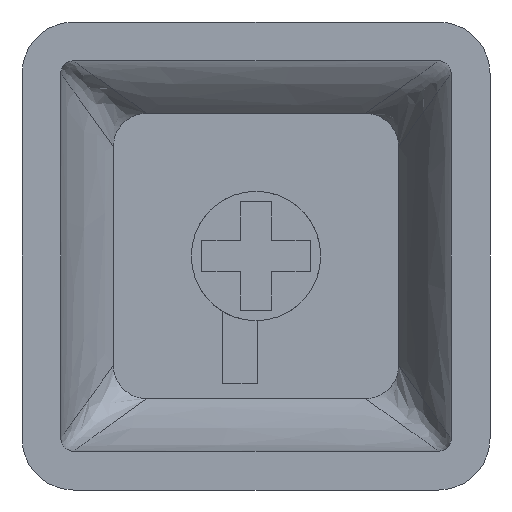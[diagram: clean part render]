
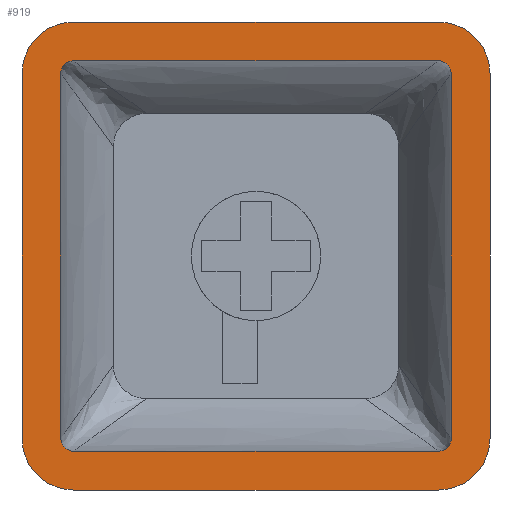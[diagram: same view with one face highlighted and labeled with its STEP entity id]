
A CAD part, front view. The second image highlights one B-rep face of the part: STEP entity #919.
In plain terms, the highlighted planar face has unit normal (0, -1, 0).
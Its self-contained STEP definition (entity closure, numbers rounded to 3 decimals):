
#18=CIRCLE('',#979,2.);
#19=CIRCLE('',#980,2.);
#20=CIRCLE('',#981,2.);
#21=CIRCLE('',#982,2.);
#47=FACE_BOUND('',#152,.T.);
#60=B_SPLINE_CURVE_WITH_KNOTS('',3,(#1410,#1411,#1412,#1413,#1414,#1415,
#1416,#1417,#1418,#1419),.UNSPECIFIED.,.F.,.F.,(4,1,1,1,1,1,1,4),(0.,
0.143,0.286,0.429,0.571,
0.714,0.857,1.),.UNSPECIFIED.);
#63=B_SPLINE_CURVE_WITH_KNOTS('',3,(#1459,#1460,#1461,#1462,#1463,#1464,
#1465),.UNSPECIFIED.,.F.,.F.,(4,1,1,1,4),(0.,0.286,0.571,
0.857,1.),.UNSPECIFIED.);
#65=B_SPLINE_CURVE_WITH_KNOTS('',3,(#1527,#1528,#1529,#1530,#1531,#1532,
#1533,#1534,#1535),.UNSPECIFIED.,.F.,.F.,(4,1,1,1,1,1,4),(0.,
0.214,0.429,0.571,0.714,
0.857,1.),.UNSPECIFIED.);
#67=B_SPLINE_CURVE_WITH_KNOTS('',3,(#1569,#1570,#1571,#1572,#1573,#1574,
#1575),.UNSPECIFIED.,.F.,.F.,(4,1,1,1,4),(0.,0.286,0.571,
0.857,1.),.UNSPECIFIED.);
#69=B_SPLINE_CURVE_WITH_KNOTS('',3,(#1643,#1644,#1645,#1646,#1647,#1648,
#1649,#1650,#1651,#1652),.UNSPECIFIED.,.F.,.F.,(4,1,1,1,1,1,1,4),(0.,
0.143,0.286,0.429,0.571,
0.714,0.857,1.),.UNSPECIFIED.);
#71=B_SPLINE_CURVE_WITH_KNOTS('',3,(#1686,#1687,#1688,#1689,#1690,#1691,
#1692),.UNSPECIFIED.,.F.,.F.,(4,1,1,1,4),(0.,0.286,0.571,
0.857,1.),.UNSPECIFIED.);
#73=B_SPLINE_CURVE_WITH_KNOTS('',3,(#1754,#1755,#1756,#1757,#1758,#1759,
#1760,#1761,#1762),.UNSPECIFIED.,.F.,.F.,(4,1,1,1,1,1,4),(0.,
0.214,0.429,0.571,0.714,
0.857,1.),.UNSPECIFIED.);
#74=B_SPLINE_CURVE_WITH_KNOTS('',3,(#1791,#1792,#1793,#1794,#1795,#1796,
#1797),.UNSPECIFIED.,.F.,.F.,(4,1,1,1,4),(0.,0.286,0.571,
0.857,1.),.UNSPECIFIED.);
#98=FACE_OUTER_BOUND('',#151,.T.);
#151=EDGE_LOOP('',(#669,#670,#671,#672,#673,#674,#675,#676));
#152=EDGE_LOOP('',(#677,#678,#679,#680,#681,#682,#683,#684));
#210=LINE('',#1803,#301);
#211=LINE('',#1807,#302);
#212=LINE('',#1811,#303);
#213=LINE('',#1814,#304);
#301=VECTOR('',#1057,10.);
#302=VECTOR('',#1060,10.);
#303=VECTOR('',#1063,10.);
#304=VECTOR('',#1066,10.);
#394=VERTEX_POINT('',#1402);
#395=VERTEX_POINT('',#1409);
#396=VERTEX_POINT('',#1454);
#397=VERTEX_POINT('',#1520);
#398=VERTEX_POINT('',#1564);
#399=VERTEX_POINT('',#1636);
#400=VERTEX_POINT('',#1681);
#401=VERTEX_POINT('',#1747);
#402=VERTEX_POINT('',#1799);
#403=VERTEX_POINT('',#1800);
#404=VERTEX_POINT('',#1802);
#405=VERTEX_POINT('',#1804);
#406=VERTEX_POINT('',#1806);
#407=VERTEX_POINT('',#1808);
#408=VERTEX_POINT('',#1810);
#409=VERTEX_POINT('',#1812);
#491=EDGE_CURVE('',#395,#394,#60,.T.);
#494=EDGE_CURVE('',#394,#396,#63,.T.);
#496=EDGE_CURVE('',#396,#397,#65,.T.);
#498=EDGE_CURVE('',#397,#398,#67,.T.);
#500=EDGE_CURVE('',#398,#399,#69,.T.);
#502=EDGE_CURVE('',#399,#400,#71,.T.);
#504=EDGE_CURVE('',#400,#401,#73,.T.);
#505=EDGE_CURVE('',#401,#395,#74,.T.);
#506=EDGE_CURVE('',#402,#403,#18,.T.);
#507=EDGE_CURVE('',#404,#402,#210,.T.);
#508=EDGE_CURVE('',#405,#404,#19,.T.);
#509=EDGE_CURVE('',#406,#405,#211,.T.);
#510=EDGE_CURVE('',#407,#406,#20,.T.);
#511=EDGE_CURVE('',#408,#407,#212,.T.);
#512=EDGE_CURVE('',#409,#408,#21,.T.);
#513=EDGE_CURVE('',#403,#409,#213,.T.);
#669=ORIENTED_EDGE('',*,*,#506,.F.);
#670=ORIENTED_EDGE('',*,*,#507,.F.);
#671=ORIENTED_EDGE('',*,*,#508,.F.);
#672=ORIENTED_EDGE('',*,*,#509,.F.);
#673=ORIENTED_EDGE('',*,*,#510,.F.);
#674=ORIENTED_EDGE('',*,*,#511,.F.);
#675=ORIENTED_EDGE('',*,*,#512,.F.);
#676=ORIENTED_EDGE('',*,*,#513,.F.);
#677=ORIENTED_EDGE('',*,*,#491,.T.);
#678=ORIENTED_EDGE('',*,*,#494,.T.);
#679=ORIENTED_EDGE('',*,*,#496,.T.);
#680=ORIENTED_EDGE('',*,*,#498,.T.);
#681=ORIENTED_EDGE('',*,*,#500,.T.);
#682=ORIENTED_EDGE('',*,*,#502,.T.);
#683=ORIENTED_EDGE('',*,*,#504,.T.);
#684=ORIENTED_EDGE('',*,*,#505,.T.);
#876=PLANE('',#978);
#919=ADVANCED_FACE('',(#98,#47),#876,.F.);
#978=AXIS2_PLACEMENT_3D('',#1798,#1053,#1054);
#979=AXIS2_PLACEMENT_3D('',#1801,#1055,#1056);
#980=AXIS2_PLACEMENT_3D('',#1805,#1058,#1059);
#981=AXIS2_PLACEMENT_3D('',#1809,#1061,#1062);
#982=AXIS2_PLACEMENT_3D('',#1813,#1064,#1065);
#1053=DIRECTION('center_axis',(0.,1.,0.));
#1054=DIRECTION('ref_axis',(0.,0.,1.));
#1055=DIRECTION('center_axis',(0.,1.,0.));
#1056=DIRECTION('ref_axis',(0.,0.,1.));
#1057=DIRECTION('',(1.,0.,0.));
#1058=DIRECTION('center_axis',(0.,1.,0.));
#1059=DIRECTION('ref_axis',(-1.,0.,0.));
#1060=DIRECTION('',(0.,0.,1.));
#1061=DIRECTION('center_axis',(0.,1.,0.));
#1062=DIRECTION('ref_axis',(0.,0.,-1.));
#1063=DIRECTION('',(-1.,0.,0.));
#1064=DIRECTION('center_axis',(0.,1.,0.));
#1065=DIRECTION('ref_axis',(1.,0.,0.));
#1066=DIRECTION('',(0.,0.,-1.));
#1402=CARTESIAN_POINT('',(16.6,0.,16.1));
#1409=CARTESIAN_POINT('',(16.1,0.,16.6));
#1410=CARTESIAN_POINT('Ctrl Pts',(16.1,0.,16.6));
#1411=CARTESIAN_POINT('Ctrl Pts',(16.137,0.,16.6));
#1412=CARTESIAN_POINT('Ctrl Pts',(16.212,0.,16.592));
#1413=CARTESIAN_POINT('Ctrl Pts',(16.319,0.,16.554));
#1414=CARTESIAN_POINT('Ctrl Pts',(16.414,0.,16.494));
#1415=CARTESIAN_POINT('Ctrl Pts',(16.494,0.,16.414));
#1416=CARTESIAN_POINT('Ctrl Pts',(16.554,0.,16.319));
#1417=CARTESIAN_POINT('Ctrl Pts',(16.592,0.,16.212));
#1418=CARTESIAN_POINT('Ctrl Pts',(16.6,0.,16.137));
#1419=CARTESIAN_POINT('Ctrl Pts',(16.6,0.,16.1));
#1454=CARTESIAN_POINT('',(16.6,0.,2.));
#1459=CARTESIAN_POINT('Ctrl Pts',(16.6,0.,16.1));
#1460=CARTESIAN_POINT('Ctrl Pts',(16.6,0.,15.801));
#1461=CARTESIAN_POINT('Ctrl Pts',(16.6,0.,13.413));
#1462=CARTESIAN_POINT('Ctrl Pts',(16.6,0.,7.532));
#1463=CARTESIAN_POINT('Ctrl Pts',(16.6,0.,3.269));
#1464=CARTESIAN_POINT('Ctrl Pts',(16.6,0.,2.15));
#1465=CARTESIAN_POINT('Ctrl Pts',(16.6,0.,2.));
#1520=CARTESIAN_POINT('',(16.1,0.,1.5));
#1527=CARTESIAN_POINT('Ctrl Pts',(16.6,0.,2.));
#1528=CARTESIAN_POINT('Ctrl Pts',(16.6,0.,1.944));
#1529=CARTESIAN_POINT('Ctrl Pts',(16.581,0.,1.832));
#1530=CARTESIAN_POINT('Ctrl Pts',(16.508,0.,1.699));
#1531=CARTESIAN_POINT('Ctrl Pts',(16.414,0.,1.606));
#1532=CARTESIAN_POINT('Ctrl Pts',(16.319,0.,1.546));
#1533=CARTESIAN_POINT('Ctrl Pts',(16.212,0.,1.508));
#1534=CARTESIAN_POINT('Ctrl Pts',(16.137,0.,1.5));
#1535=CARTESIAN_POINT('Ctrl Pts',(16.1,0.,1.5));
#1564=CARTESIAN_POINT('',(2.,0.,1.5));
#1569=CARTESIAN_POINT('Ctrl Pts',(16.1,0.,1.5));
#1570=CARTESIAN_POINT('Ctrl Pts',(15.801,0.,1.5));
#1571=CARTESIAN_POINT('Ctrl Pts',(13.413,0.,1.5));
#1572=CARTESIAN_POINT('Ctrl Pts',(7.532,0.,1.5));
#1573=CARTESIAN_POINT('Ctrl Pts',(3.269,0.,1.5));
#1574=CARTESIAN_POINT('Ctrl Pts',(2.15,0.,1.5));
#1575=CARTESIAN_POINT('Ctrl Pts',(2.,0.,1.5));
#1636=CARTESIAN_POINT('',(1.5,0.,2.));
#1643=CARTESIAN_POINT('Ctrl Pts',(2.,0.,1.5));
#1644=CARTESIAN_POINT('Ctrl Pts',(1.963,0.,1.5));
#1645=CARTESIAN_POINT('Ctrl Pts',(1.888,0.,1.508));
#1646=CARTESIAN_POINT('Ctrl Pts',(1.781,0.,1.546));
#1647=CARTESIAN_POINT('Ctrl Pts',(1.686,0.,1.606));
#1648=CARTESIAN_POINT('Ctrl Pts',(1.606,0.,1.686));
#1649=CARTESIAN_POINT('Ctrl Pts',(1.546,0.,1.781));
#1650=CARTESIAN_POINT('Ctrl Pts',(1.508,0.,1.888));
#1651=CARTESIAN_POINT('Ctrl Pts',(1.5,0.,1.963));
#1652=CARTESIAN_POINT('Ctrl Pts',(1.5,0.,2.));
#1681=CARTESIAN_POINT('',(1.5,0.,16.1));
#1686=CARTESIAN_POINT('Ctrl Pts',(1.5,0.,2.));
#1687=CARTESIAN_POINT('Ctrl Pts',(1.5,0.,2.299));
#1688=CARTESIAN_POINT('Ctrl Pts',(1.5,0.,4.687));
#1689=CARTESIAN_POINT('Ctrl Pts',(1.5,0.,10.568));
#1690=CARTESIAN_POINT('Ctrl Pts',(1.5,0.,14.831));
#1691=CARTESIAN_POINT('Ctrl Pts',(1.5,0.,15.95));
#1692=CARTESIAN_POINT('Ctrl Pts',(1.5,0.,16.1));
#1747=CARTESIAN_POINT('',(2.,0.,16.6));
#1754=CARTESIAN_POINT('Ctrl Pts',(1.5,0.,16.1));
#1755=CARTESIAN_POINT('Ctrl Pts',(1.5,0.,16.156));
#1756=CARTESIAN_POINT('Ctrl Pts',(1.519,0.,16.268));
#1757=CARTESIAN_POINT('Ctrl Pts',(1.592,0.,16.401));
#1758=CARTESIAN_POINT('Ctrl Pts',(1.686,0.,16.494));
#1759=CARTESIAN_POINT('Ctrl Pts',(1.781,0.,16.554));
#1760=CARTESIAN_POINT('Ctrl Pts',(1.888,0.,16.592));
#1761=CARTESIAN_POINT('Ctrl Pts',(1.963,0.,16.6));
#1762=CARTESIAN_POINT('Ctrl Pts',(2.,0.,16.6));
#1791=CARTESIAN_POINT('Ctrl Pts',(2.,0.,16.6));
#1792=CARTESIAN_POINT('Ctrl Pts',(2.299,0.,16.6));
#1793=CARTESIAN_POINT('Ctrl Pts',(4.687,0.,16.6));
#1794=CARTESIAN_POINT('Ctrl Pts',(10.568,0.,16.6));
#1795=CARTESIAN_POINT('Ctrl Pts',(14.831,0.,16.6));
#1796=CARTESIAN_POINT('Ctrl Pts',(15.95,0.,16.6));
#1797=CARTESIAN_POINT('Ctrl Pts',(16.1,0.,16.6));
#1798=CARTESIAN_POINT('Origin',(9.05,0.,9.05));
#1799=CARTESIAN_POINT('',(16.1,0.,18.1));
#1800=CARTESIAN_POINT('',(18.1,0.,16.1));
#1801=CARTESIAN_POINT('Origin',(16.1,0.,16.1));
#1802=CARTESIAN_POINT('',(2.,0.,18.1));
#1803=CARTESIAN_POINT('',(16.1,0.,18.1));
#1804=CARTESIAN_POINT('',(0.,0.,16.1));
#1805=CARTESIAN_POINT('Origin',(2.,0.,16.1));
#1806=CARTESIAN_POINT('',(0.,0.,2.));
#1807=CARTESIAN_POINT('',(0.,0.,16.1));
#1808=CARTESIAN_POINT('',(2.,0.,0.));
#1809=CARTESIAN_POINT('Origin',(2.,0.,2.));
#1810=CARTESIAN_POINT('',(16.1,0.,0.));
#1811=CARTESIAN_POINT('',(2.,0.,0.));
#1812=CARTESIAN_POINT('',(18.1,0.,2.));
#1813=CARTESIAN_POINT('Origin',(16.1,0.,2.));
#1814=CARTESIAN_POINT('',(18.1,0.,2.));
